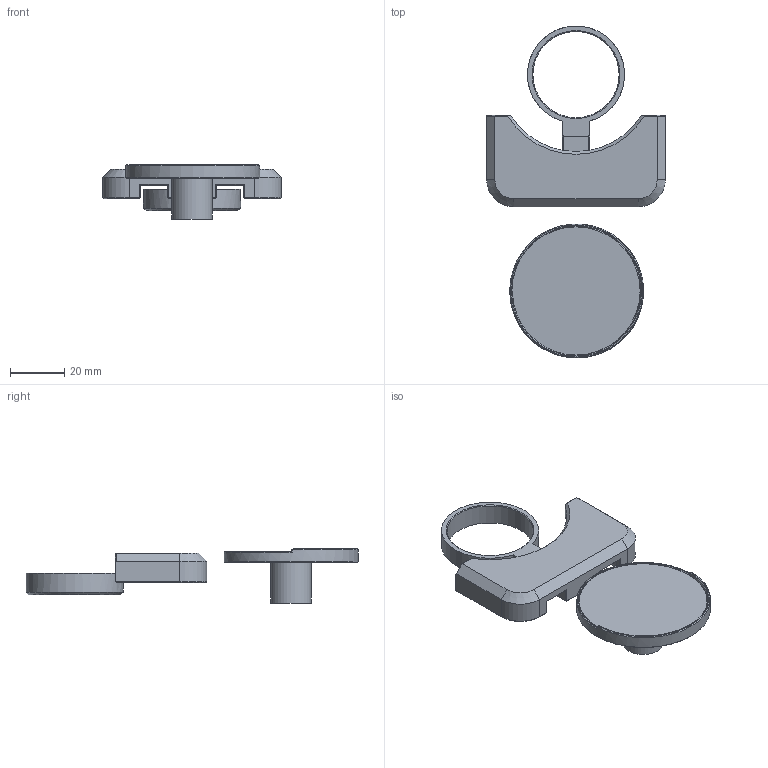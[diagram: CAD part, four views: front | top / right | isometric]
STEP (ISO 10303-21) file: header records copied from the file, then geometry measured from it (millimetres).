
FILE_DESCRIPTION(/* description */ (''),/* implementation_level */ '2;1');
FILE_NAME(/* name */ 'JJ100B_Bumper v1.step',/* time_stamp */ '2024-04-08T01:08:32+02:00',/* author */ (''),/* organization */ (''),/* preprocessor_version */ 'ST-DEVELOPER v20',/* originating_system */ 'Autodesk Translation Framework v12.20.1.177',/* authorisation */ '');
FILE_SCHEMA (('AUTOMOTIVE_DESIGN { 1 0 10303 214 3 1 1 }'));
Length unit declared in the file: millimetre
Products named in the file (1): JJ100B_Bumper
Bounding box: 66 x 122.71 x 20 mm (x, y, z)
Volume: 23767.9 mm3; surface area: 15332.7 mm2
Topology: 4 solids, 4 shells, 144 faces, 326 edges, 193 vertices
Faces by surface type: plane 85, cone 31, cylinder 18, bspline 10
Full cylindrical faces by diameter (mm): 3.1 x2, 9 x1, 15 x1, 31.9 x1, 35.9 x1, 47.52 x1, 48 x1, 49.5 x1
Entity records: 4508 total; most frequent: CARTESIAN_POINT 1262, DIRECTION 659, ORIENTED_EDGE 652, EDGE_CURVE 326, AXIS2_PLACEMENT_3D 222, LINE 215, VECTOR 215, VERTEX_POINT 193
